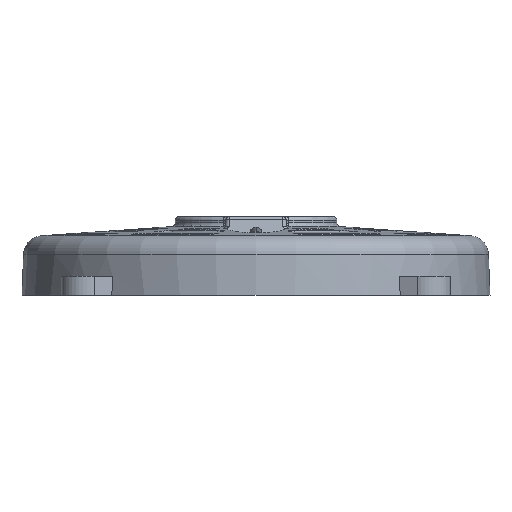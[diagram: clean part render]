
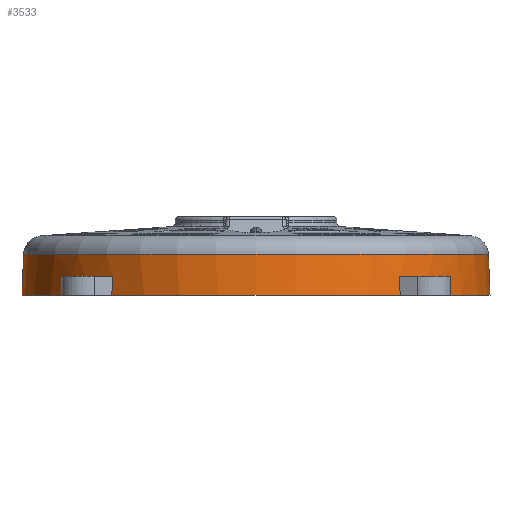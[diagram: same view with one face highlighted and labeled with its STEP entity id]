
A CAD part, front view. The second image highlights one B-rep face of the part: STEP entity #3533.
In plain terms, the highlighted conical face has half-angle 2.126 degrees and reference radius 180.994 mm.
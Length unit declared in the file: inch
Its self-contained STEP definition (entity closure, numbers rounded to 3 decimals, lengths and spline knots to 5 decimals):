
#27 = CONICAL_SURFACE ( 'NONE', #22461, 7.12574, 0.037 ) ;
#153 = DIRECTION ( 'NONE',  ( 0., 0., 1. ) ) ;
#576 = CARTESIAN_POINT ( 'NONE',  ( 0., 0., -0.23622 ) ) ;
#796 = CARTESIAN_POINT ( 'NONE',  ( -5.60257, -4.36754, 0.35433 ) ) ;
#1011 = VERTEX_POINT ( 'NONE', #8269 ) ;
#1364 = ORIENTED_EDGE ( 'NONE', *, *, #25536, .T. ) ;
#1620 = VERTEX_POINT ( 'NONE', #18921 ) ;
#1986 = VERTEX_POINT ( 'NONE', #14568 ) ;
#2220 = DIRECTION ( 'NONE',  ( -1., 0., 0. ) ) ;
#2753 = ORIENTED_EDGE ( 'NONE', *, *, #24358, .T. ) ;
#3135 = CARTESIAN_POINT ( 'NONE',  ( 7.12574, 0., -0.23622 ) ) ;
#3533 = ADVANCED_FACE ( 'NONE', ( #4919 ), #27, .T. ) ;
#3549 = DIRECTION ( 'NONE',  ( 0., 0., 1. ) ) ;
#3813 = VERTEX_POINT ( 'NONE', #11208 ) ;
#4330 = DIRECTION ( 'NONE',  ( 1., 0., 0. ) ) ;
#4381 = B_SPLINE_CURVE_WITH_KNOTS ( 'NONE', 3,
 ( #23897, #23720, #15474, #5210 ),
 .UNSPECIFIED., .F., .F.,
 ( 4, 4 ),
 ( 0., 0.01501 ),
 .UNSPECIFIED. ) ;
#4693 = VERTEX_POINT ( 'NONE', #17349 ) ;
#4919 = FACE_OUTER_BOUND ( 'NONE', #6663, .T. ) ;
#5065 = AXIS2_PLACEMENT_3D ( 'NONE', #576, #14945, #21249 ) ;
#5210 = CARTESIAN_POINT ( 'NONE',  ( -4.38979, -5.61301, -0.23622 ) ) ;
#5496 = VECTOR ( 'NONE', #19304, 39.37008 ) ;
#5609 = CARTESIAN_POINT ( 'NONE',  ( 4.36754, -5.60257, 0.35433 ) ) ;
#5784 = EDGE_CURVE ( 'NONE', #26751, #16576, #11309, .T. ) ;
#5805 = EDGE_CURVE ( 'NONE', #11188, #1986, #17960, .T. ) ;
#5887 = DIRECTION ( 'NONE',  ( -1., 0., 0. ) ) ;
#5911 = B_SPLINE_CURVE_WITH_KNOTS ( 'NONE', 3,
 ( #8211, #22670, #12373, #796 ),
 .UNSPECIFIED., .F., .F.,
 ( 4, 4 ),
 ( 0., 0.01501 ),
 .UNSPECIFIED. ) ;
#6663 = EDGE_LOOP ( 'NONE', ( #9816, #21346, #18935, #13689, #15899, #11237, #2753, #12900, #12399, #1364, #22323, #15927 ) ) ;
#7085 = EDGE_CURVE ( 'NONE', #16576, #1620, #21917, .T. ) ;
#7386 = CARTESIAN_POINT ( 'NONE',  ( 0., 0., -0.23622 ) ) ;
#7778 = CARTESIAN_POINT ( 'NONE',  ( 4.38238, -5.60954, -0.03937 ) ) ;
#8211 = CARTESIAN_POINT ( 'NONE',  ( -5.61301, -4.38979, -0.23622 ) ) ;
#8225 = CARTESIAN_POINT ( 'NONE',  ( 0., 0., 1.01435 ) ) ;
#8269 = CARTESIAN_POINT ( 'NONE',  ( 7.12574, 0., -0.23622 ) ) ;
#8486 = CARTESIAN_POINT ( 'NONE',  ( 0., 0., 0.35433 ) ) ;
#9035 = CARTESIAN_POINT ( 'NONE',  ( 5.61301, -4.38979, -0.23622 ) ) ;
#9222 = CARTESIAN_POINT ( 'NONE',  ( 4.38979, -5.61301, -0.23622 ) ) ;
#9816 = ORIENTED_EDGE ( 'NONE', *, *, #26289, .F. ) ;
#9867 = CARTESIAN_POINT ( 'NONE',  ( 4.37496, -5.60606, 0.15748 ) ) ;
#10226 = VERTEX_POINT ( 'NONE', #25792 ) ;
#10522 = AXIS2_PLACEMENT_3D ( 'NONE', #8486, #153, #2220 ) ;
#10637 = CARTESIAN_POINT ( 'NONE',  ( -7.07932, 0., 1.01435 ) ) ;
#10881 = AXIS2_PLACEMENT_3D ( 'NONE', #13862, #3549, #26163 ) ;
#11056 = EDGE_CURVE ( 'NONE', #1620, #12908, #5911, .T. ) ;
#11188 = VERTEX_POINT ( 'NONE', #9222 ) ;
#11208 = CARTESIAN_POINT ( 'NONE',  ( -4.38979, -5.61301, -0.23622 ) ) ;
#11237 = ORIENTED_EDGE ( 'NONE', *, *, #23635, .T. ) ;
#11309 = LINE ( 'NONE', #13817, #21297 ) ;
#11358 = B_SPLINE_CURVE_WITH_KNOTS ( 'NONE', 3,
 ( #15422, #23570, #17497, #9035 ),
 .UNSPECIFIED., .F., .F.,
 ( 4, 4 ),
 ( 0., 0.01501 ),
 .UNSPECIFIED. ) ;
#11411 = AXIS2_PLACEMENT_3D ( 'NONE', #7386, #21825, #23912 ) ;
#11604 = CARTESIAN_POINT ( 'NONE',  ( -5.60257, -4.36754, 0.35433 ) ) ;
#11855 = CARTESIAN_POINT ( 'NONE',  ( 4.38979, -5.61301, -0.23622 ) ) ;
#12373 = CARTESIAN_POINT ( 'NONE',  ( -5.60606, -4.37496, 0.15748 ) ) ;
#12399 = ORIENTED_EDGE ( 'NONE', *, *, #5805, .T. ) ;
#12555 = DIRECTION ( 'NONE',  ( 0., 0., 1. ) ) ;
#12900 = ORIENTED_EDGE ( 'NONE', *, *, #20750, .T. ) ;
#12908 = VERTEX_POINT ( 'NONE', #11604 ) ;
#13689 = ORIENTED_EDGE ( 'NONE', *, *, #7085, .T. ) ;
#13817 = CARTESIAN_POINT ( 'NONE',  ( -7.12574, 0., -0.23622 ) ) ;
#13862 = CARTESIAN_POINT ( 'NONE',  ( 0., 0., 0.35433 ) ) ;
#14315 = CARTESIAN_POINT ( 'NONE',  ( -7.12574, 0., -0.23622 ) ) ;
#14450 = CARTESIAN_POINT ( 'NONE',  ( 0., 0., -0.23622 ) ) ;
#14568 = CARTESIAN_POINT ( 'NONE',  ( 4.36754, -5.60257, 0.35433 ) ) ;
#14945 = DIRECTION ( 'NONE',  ( 0., 0., 1. ) ) ;
#14997 = CIRCLE ( 'NONE', #10522, 7.10382 ) ;
#15422 = CARTESIAN_POINT ( 'NONE',  ( 5.60257, -4.36754, 0.35433 ) ) ;
#15474 = CARTESIAN_POINT ( 'NONE',  ( -4.38238, -5.60954, -0.03937 ) ) ;
#15881 = DIRECTION ( 'NONE',  ( -1., 0., 0. ) ) ;
#15899 = ORIENTED_EDGE ( 'NONE', *, *, #11056, .T. ) ;
#15927 = ORIENTED_EDGE ( 'NONE', *, *, #25402, .T. ) ;
#16576 = VERTEX_POINT ( 'NONE', #14315 ) ;
#17349 = CARTESIAN_POINT ( 'NONE',  ( 7.07932, 0., 1.01435 ) ) ;
#17497 = CARTESIAN_POINT ( 'NONE',  ( 5.60954, -4.38238, -0.03937 ) ) ;
#17531 = CARTESIAN_POINT ( 'NONE',  ( 5.60257, -4.36754, 0.35433 ) ) ;
#17960 = B_SPLINE_CURVE_WITH_KNOTS ( 'NONE', 3,
 ( #11855, #7778, #9867, #5609 ),
 .UNSPECIFIED., .F., .F.,
 ( 4, 4 ),
 ( 0., 0.01501 ),
 .UNSPECIFIED. ) ;
#18335 = DIRECTION ( 'NONE',  ( 0., 0., -1. ) ) ;
#18365 = AXIS2_PLACEMENT_3D ( 'NONE', #8225, #12555, #4330 ) ;
#18921 = CARTESIAN_POINT ( 'NONE',  ( -5.61301, -4.38979, -0.23622 ) ) ;
#18935 = ORIENTED_EDGE ( 'NONE', *, *, #5784, .T. ) ;
#19290 = VERTEX_POINT ( 'NONE', #17531 ) ;
#19304 = DIRECTION ( 'NONE',  ( 0.037, 0., -0.999 ) ) ;
#19458 = EDGE_CURVE ( 'NONE', #26751, #4693, #26478, .T. ) ;
#19696 = DIRECTION ( 'NONE',  ( 0., 0., 1. ) ) ;
#20041 = CIRCLE ( 'NONE', #10881, 7.10382 ) ;
#20750 = EDGE_CURVE ( 'NONE', #3813, #11188, #22221, .T. ) ;
#21249 = DIRECTION ( 'NONE',  ( -1., 0., 0. ) ) ;
#21297 = VECTOR ( 'NONE', #24126, 39.37008 ) ;
#21346 = ORIENTED_EDGE ( 'NONE', *, *, #19458, .F. ) ;
#21825 = DIRECTION ( 'NONE',  ( 0., 0., 1. ) ) ;
#21917 = CIRCLE ( 'NONE', #5065, 7.12574 ) ;
#22004 = CIRCLE ( 'NONE', #11411, 7.12574 ) ;
#22221 = CIRCLE ( 'NONE', #25499, 7.12574 ) ;
#22323 = ORIENTED_EDGE ( 'NONE', *, *, #26324, .T. ) ;
#22461 = AXIS2_PLACEMENT_3D ( 'NONE', #14450, #18335, #5887 ) ;
#22670 = CARTESIAN_POINT ( 'NONE',  ( -5.60954, -4.38238, -0.03937 ) ) ;
#23570 = CARTESIAN_POINT ( 'NONE',  ( 5.60606, -4.37496, 0.15748 ) ) ;
#23629 = VERTEX_POINT ( 'NONE', #25020 ) ;
#23635 = EDGE_CURVE ( 'NONE', #12908, #23629, #14997, .T. ) ;
#23720 = CARTESIAN_POINT ( 'NONE',  ( -4.37496, -5.60606, 0.15748 ) ) ;
#23897 = CARTESIAN_POINT ( 'NONE',  ( -4.36754, -5.60257, 0.35433 ) ) ;
#23912 = DIRECTION ( 'NONE',  ( -1., 0., 0. ) ) ;
#24126 = DIRECTION ( 'NONE',  ( -0.037, 0., -0.999 ) ) ;
#24358 = EDGE_CURVE ( 'NONE', #23629, #3813, #4381, .T. ) ;
#25020 = CARTESIAN_POINT ( 'NONE',  ( -4.36754, -5.60257, 0.35433 ) ) ;
#25402 = EDGE_CURVE ( 'NONE', #10226, #1011, #22004, .T. ) ;
#25499 = AXIS2_PLACEMENT_3D ( 'NONE', #25858, #19696, #15881 ) ;
#25536 = EDGE_CURVE ( 'NONE', #1986, #19290, #20041, .T. ) ;
#25792 = CARTESIAN_POINT ( 'NONE',  ( 5.61301, -4.38979, -0.23622 ) ) ;
#25858 = CARTESIAN_POINT ( 'NONE',  ( 0., 0., -0.23622 ) ) ;
#26163 = DIRECTION ( 'NONE',  ( -1., 0., 0. ) ) ;
#26289 = EDGE_CURVE ( 'NONE', #4693, #1011, #26823, .T. ) ;
#26324 = EDGE_CURVE ( 'NONE', #19290, #10226, #11358, .T. ) ;
#26478 = CIRCLE ( 'NONE', #18365, 7.07932 ) ;
#26751 = VERTEX_POINT ( 'NONE', #10637 ) ;
#26823 = LINE ( 'NONE', #3135, #5496 ) ;
